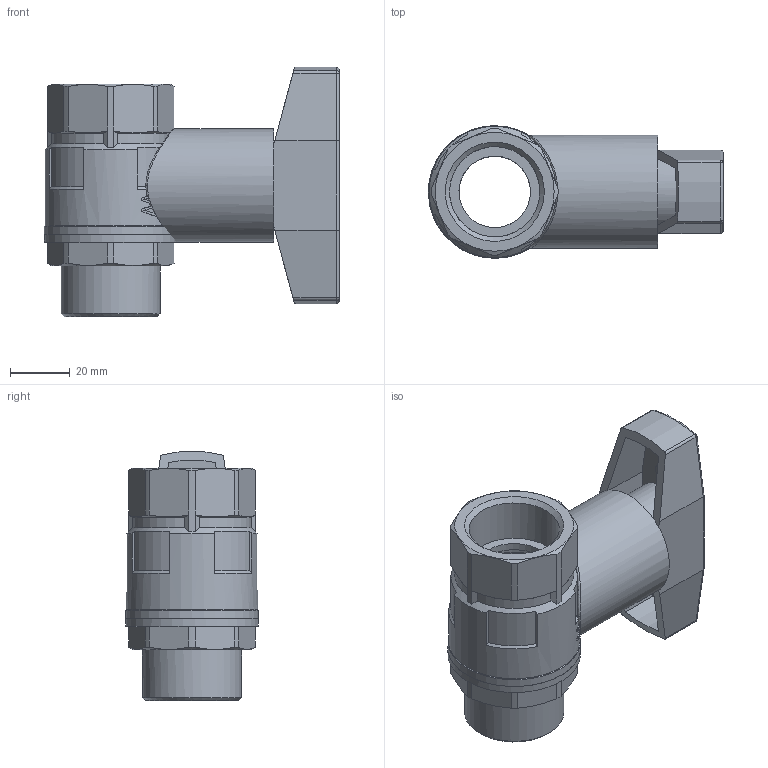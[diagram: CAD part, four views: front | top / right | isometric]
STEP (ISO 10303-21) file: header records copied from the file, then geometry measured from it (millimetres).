
FILE_DESCRIPTION(/* description */ ('Unknown'),/* implementation_level */ '2;1');
FILE_NAME(/* name */ '686-06',/* time_stamp */ '2022-06-15T10:47:18+02:00',/* author */ ('Unknown'),/* organization */ ('Unknown'),/* preprocessor_version */ 'ST-DEVELOPER v16.7',/* originating_system */ 'Solid Edge',/* authorisation */ 'Unknown');
FILE_SCHEMA (('AUTOMOTIVE_DESIGN {1 0 10303 214 3 1 1}'));
Length unit declared in the file: millimetre
Products named in the file (13): 686-06; 600-1-Spindel-co_oa_0; 600-1-Stopfbuchse; 600-1-spindel; 610-1-Körper_oa_1; 600-1-Kvrper; 610-1_Einschraubteil; 94000685-06; 01; TXINGSHOUBING; TONGXINZI; VT0801431006-1; VT09019303
Assembly tree (12 placements, depth 3):
  686-06
    600-1-Spindel-co_oa_0
      600-1-Stopfbuchse
      600-1-spindel
    610-1-Körper_oa_1
      600-1-Kvrper
      610-1_Einschraubteil
    94000685-06
      01
      TXINGSHOUBING
      TONGXINZI
      VT0801431006-1
      VT09019303
Bounding box: 99.05 x 44.5 x 83.61 mm (x, y, z)
Volume: 94569.4 mm3; surface area: 56660.4 mm2
Topology: 9 solids, 9 shells, 322 faces, 802 edges, 521 vertices
Faces by surface type: plane 172, cylinder 89, cone 35, bspline 16, torus 6, sphere 4
Full cylindrical faces by diameter (mm): 3.4 x2, 5.4 x4, 8.9 x1, 12 x2, 12.1 x1, 12.5 x1, 13 x1, 14 x1, 14.5 x1, 16 x1, 16.5 x1, 18 x1, 18.1 x1, 21 x1, 22.5 x1, 24 x2, 28 x1, 30.291 x1, 31 x4, 33.249 x1, 34 x1, 38 x1, 38.5 x1, 40 x1, 40.5 x1, 44 x1, 44.5 x2
Entity records: 16022 total; most frequent: CARTESIAN_POINT 7235, DIRECTION 1476, ORIENTED_EDGE 1452, EDGE_CURVE 726, AXIS2_PLACEMENT_3D 568, VERTEX_POINT 502, FACE_BOUND 420, EDGE_LOOP 419
